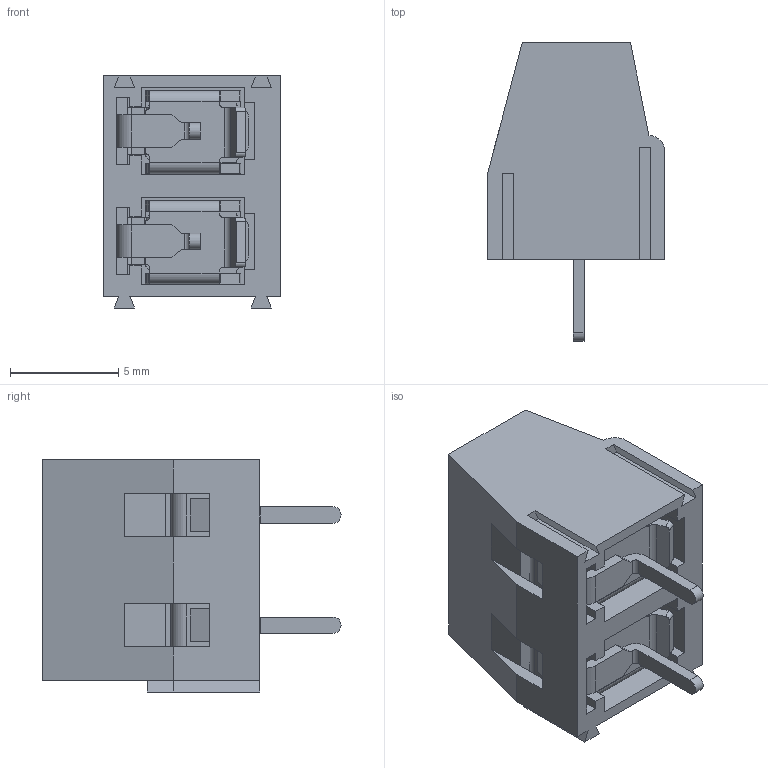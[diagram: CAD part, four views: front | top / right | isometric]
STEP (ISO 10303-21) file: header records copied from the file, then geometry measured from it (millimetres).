
FILE_DESCRIPTION(/* description */ (''),/* implementation_level */ '2;1');
FILE_NAME(/* name */ 'jk127-5.08 2p',/* time_stamp */ '2018-06-17T09:54:23+08:00',/* author */ (''),/* organization */ (''),/* preprocessor_version */ 'ST-DEVELOPER v9',/* originating_system */ 'UGS - NX 4.0',/* authorisation */ '');
FILE_SCHEMA (('CONFIG_CONTROL_DESIGN'));
Length unit declared in the file: millimetre
Products named in the file (1): AdmiD44Efwn0
Bounding box: 8.15 x 13.75 x 10.71 mm (x, y, z)
Volume: 415.6 mm3; surface area: 1470.5 mm2
Topology: 5 solids, 7 shells, 463 faces, 1349 edges, 898 vertices
Faces by surface type: plane 308, cylinder 141, bspline 6, cone 6, torus 2
Full cylindrical faces by diameter (mm): 1.8 x2, 2 x2, 2.4 x2, 2.485 x2, 3 x2, 3.797 x4
Entity records: 18896 total; most frequent: CARTESIAN_POINT 6646, ORIENTED_EDGE 2578, DIRECTION 2474, EDGE_CURVE 1289, LINE 958, VECTOR 958, VERTEX_POINT 864, AXIS2_PLACEMENT_3D 758
